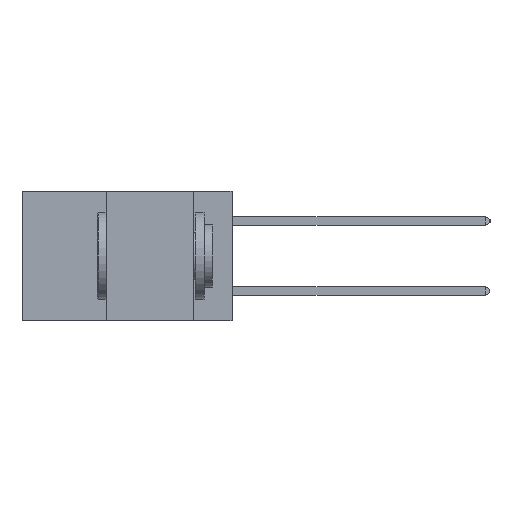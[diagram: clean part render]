
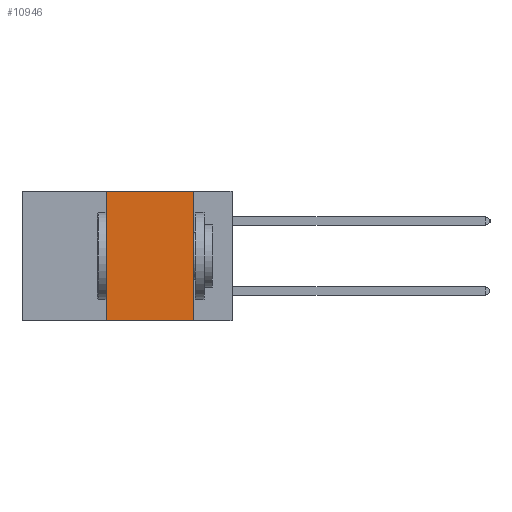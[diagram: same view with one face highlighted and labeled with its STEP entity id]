
A CAD part, left-side view. The second image highlights one B-rep face of the part: STEP entity #10946.
In plain terms, the highlighted planar face has unit normal (-1, 0, 0).
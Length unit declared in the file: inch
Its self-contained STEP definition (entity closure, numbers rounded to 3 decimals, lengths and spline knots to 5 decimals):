
#175 = EDGE_CURVE ( 'NONE', #15568, #1056, #18027, .T. ) ;
#1056 = VERTEX_POINT ( 'NONE', #8177 ) ;
#1149 = VERTEX_POINT ( 'NONE', #2279 ) ;
#1443 = EDGE_CURVE ( 'NONE', #15568, #8762, #17125, .T. ) ;
#1862 = ORIENTED_EDGE ( 'NONE', *, *, #1443, .F. ) ;
#2116 = EDGE_CURVE ( 'NONE', #8762, #1149, #4734, .T. ) ;
#2191 = FACE_OUTER_BOUND ( 'NONE', #12350, .T. ) ;
#2279 = CARTESIAN_POINT ( 'NONE',  ( 0., 0.11, 0. ) ) ;
#2700 = EDGE_CURVE ( 'NONE', #1149, #1056, #22028, .T. ) ;
#3582 = DIRECTION ( 'NONE',  ( 0., 0., -1. ) ) ;
#4734 = LINE ( 'NONE', #8150, #13686 ) ;
#6710 = VECTOR ( 'NONE', #20441, 39.37008 ) ;
#7527 = CARTESIAN_POINT ( 'NONE',  ( 0., 0.36, -0.37 ) ) ;
#8125 = DIRECTION ( 'NONE',  ( 0., -1., 0. ) ) ;
#8150 = CARTESIAN_POINT ( 'NONE',  ( 0., 0.6, 0. ) ) ;
#8177 = CARTESIAN_POINT ( 'NONE',  ( 0., 0.11, -0.37 ) ) ;
#8762 = VERTEX_POINT ( 'NONE', #12051 ) ;
#9029 = CARTESIAN_POINT ( 'NONE',  ( 0., 0.6, -0.37 ) ) ;
#9323 = DIRECTION ( 'NONE',  ( 0., -1., 0. ) ) ;
#10946 = ADVANCED_FACE ( 'NONE', ( #2191 ), #12542, .F. ) ;
#11882 = AXIS2_PLACEMENT_3D ( 'NONE', #23174, #14351, #3582 ) ;
#12051 = CARTESIAN_POINT ( 'NONE',  ( 0., 0.36, 0. ) ) ;
#12313 = VECTOR ( 'NONE', #18599, 39.37008 ) ;
#12350 = EDGE_LOOP ( 'NONE', ( #16393, #19267, #1862, #19495 ) ) ;
#12542 = PLANE ( 'NONE',  #11882 ) ;
#13686 = VECTOR ( 'NONE', #8125, 39.37008 ) ;
#13785 = VECTOR ( 'NONE', #9323, 39.37008 ) ;
#14351 = DIRECTION ( 'NONE',  ( 1., 0., 0. ) ) ;
#15568 = VERTEX_POINT ( 'NONE', #7527 ) ;
#16393 = ORIENTED_EDGE ( 'NONE', *, *, #2700, .F. ) ;
#17125 = LINE ( 'NONE', #18937, #12313 ) ;
#18027 = LINE ( 'NONE', #9029, #13785 ) ;
#18599 = DIRECTION ( 'NONE',  ( 0., 0., 1. ) ) ;
#18937 = CARTESIAN_POINT ( 'NONE',  ( 0., 0.36, 0. ) ) ;
#19267 = ORIENTED_EDGE ( 'NONE', *, *, #2116, .F. ) ;
#19495 = ORIENTED_EDGE ( 'NONE', *, *, #175, .T. ) ;
#20441 = DIRECTION ( 'NONE',  ( 0., 0., -1. ) ) ;
#21247 = CARTESIAN_POINT ( 'NONE',  ( 0., 0.11, 0. ) ) ;
#22028 = LINE ( 'NONE', #21247, #6710 ) ;
#23174 = CARTESIAN_POINT ( 'NONE',  ( 0., 0.6, 0. ) ) ;
